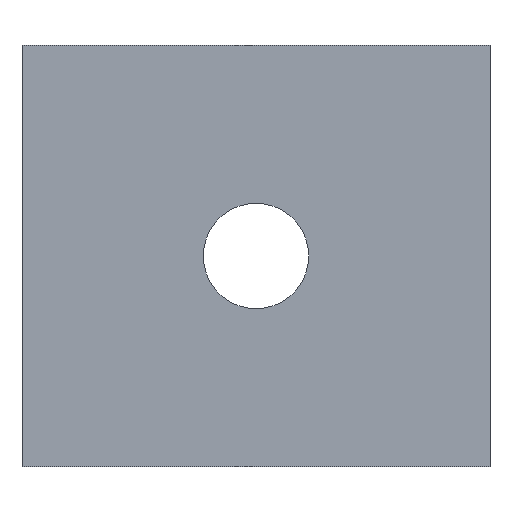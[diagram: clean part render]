
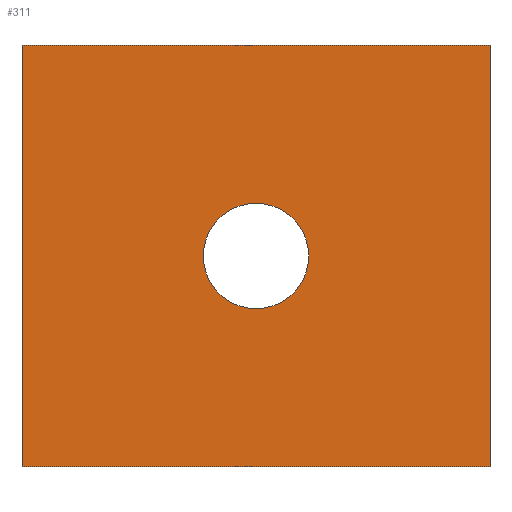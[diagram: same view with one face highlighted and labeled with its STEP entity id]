
A CAD part, left-side view. The second image highlights one B-rep face of the part: STEP entity #311.
In plain terms, the highlighted planar face has unit normal (-1, 0, 0).
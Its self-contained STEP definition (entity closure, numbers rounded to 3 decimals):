
#4 = VERTEX_POINT ( 'NONE', #393 ) ;
#41 = CARTESIAN_POINT ( 'NONE',  ( 0., 20., 4.5 ) ) ;
#49 = ORIENTED_EDGE ( 'NONE', *, *, #116, .F. ) ;
#60 = ORIENTED_EDGE ( 'NONE', *, *, #804, .F. ) ;
#71 = CARTESIAN_POINT ( 'NONE',  ( 0., 0., -18. ) ) ;
#116 = EDGE_CURVE ( 'NONE', #263, #4, #562, .T. ) ;
#124 = EDGE_CURVE ( 'NONE', #163, #4, #348, .T. ) ;
#128 = DIRECTION ( 'NONE',  ( 0., 0., 1. ) ) ;
#163 = VERTEX_POINT ( 'NONE', #494 ) ;
#167 = DIRECTION ( 'NONE',  ( 1., 0., 0. ) ) ;
#178 = CARTESIAN_POINT ( 'NONE',  ( 0., 0., 18. ) ) ;
#187 = ORIENTED_EDGE ( 'NONE', *, *, #124, .T. ) ;
#196 = CARTESIAN_POINT ( 'NONE',  ( 0., 40., 18. ) ) ;
#211 = AXIS2_PLACEMENT_3D ( 'NONE', #821, #673, #813 ) ;
#238 = EDGE_LOOP ( 'NONE', ( #187, #49, #491, #280 ) ) ;
#263 = VERTEX_POINT ( 'NONE', #372 ) ;
#269 = VERTEX_POINT ( 'NONE', #290 ) ;
#277 = CIRCLE ( 'NONE', #454, 4.5 ) ;
#280 = ORIENTED_EDGE ( 'NONE', *, *, #896, .T. ) ;
#290 = CARTESIAN_POINT ( 'NONE',  ( 0., 20., -4.5 ) ) ;
#300 = PLANE ( 'NONE',  #308 ) ;
#308 = AXIS2_PLACEMENT_3D ( 'NONE', #516, #167, #439 ) ;
#311 = ADVANCED_FACE ( 'NONE', ( #792, #800 ), #300, .F. ) ;
#346 = CARTESIAN_POINT ( 'NONE',  ( 0., 40., 18. ) ) ;
#347 = EDGE_CURVE ( 'NONE', #887, #263, #448, .T. ) ;
#348 = LINE ( 'NONE', #71, #496 ) ;
#372 = CARTESIAN_POINT ( 'NONE',  ( 0., 0., 18. ) ) ;
#379 = EDGE_LOOP ( 'NONE', ( #60, #434 ) ) ;
#393 = CARTESIAN_POINT ( 'NONE',  ( 0., 0., -18. ) ) ;
#397 = CARTESIAN_POINT ( 'NONE',  ( 0., 20., 0. ) ) ;
#434 = ORIENTED_EDGE ( 'NONE', *, *, #836, .F. ) ;
#439 = DIRECTION ( 'NONE',  ( 0., 1., 0. ) ) ;
#448 = LINE ( 'NONE', #178, #852 ) ;
#454 = AXIS2_PLACEMENT_3D ( 'NONE', #397, #463, #128 ) ;
#463 = DIRECTION ( 'NONE',  ( -1., 0., 0. ) ) ;
#476 = DIRECTION ( 'NONE',  ( 0., -1., 0. ) ) ;
#491 = ORIENTED_EDGE ( 'NONE', *, *, #347, .F. ) ;
#494 = CARTESIAN_POINT ( 'NONE',  ( 0., 40., -18. ) ) ;
#496 = VECTOR ( 'NONE', #476, 1000. ) ;
#516 = CARTESIAN_POINT ( 'NONE',  ( 0., 0., 18. ) ) ;
#532 = VECTOR ( 'NONE', #558, 1000. ) ;
#558 = DIRECTION ( 'NONE',  ( 0., 0., -1. ) ) ;
#562 = LINE ( 'NONE', #773, #532 ) ;
#596 = DIRECTION ( 'NONE',  ( 0., -1., 0. ) ) ;
#673 = DIRECTION ( 'NONE',  ( -1., 0., 0. ) ) ;
#702 = DIRECTION ( 'NONE',  ( 0., 0., -1. ) ) ;
#748 = VECTOR ( 'NONE', #702, 1000. ) ;
#773 = CARTESIAN_POINT ( 'NONE',  ( 0., 0., 18. ) ) ;
#792 = FACE_BOUND ( 'NONE', #379, .T. ) ;
#800 = FACE_OUTER_BOUND ( 'NONE', #238, .T. ) ;
#804 = EDGE_CURVE ( 'NONE', #864, #269, #277, .T. ) ;
#813 = DIRECTION ( 'NONE',  ( 0., 0., 1. ) ) ;
#815 = CIRCLE ( 'NONE', #211, 4.5 ) ;
#821 = CARTESIAN_POINT ( 'NONE',  ( 0., 20., 0. ) ) ;
#836 = EDGE_CURVE ( 'NONE', #269, #864, #815, .T. ) ;
#852 = VECTOR ( 'NONE', #596, 1000. ) ;
#864 = VERTEX_POINT ( 'NONE', #41 ) ;
#887 = VERTEX_POINT ( 'NONE', #196 ) ;
#893 = LINE ( 'NONE', #346, #748 ) ;
#896 = EDGE_CURVE ( 'NONE', #887, #163, #893, .T. ) ;
